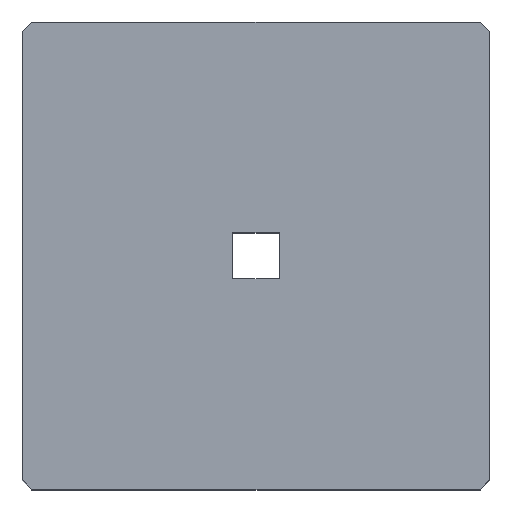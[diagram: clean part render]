
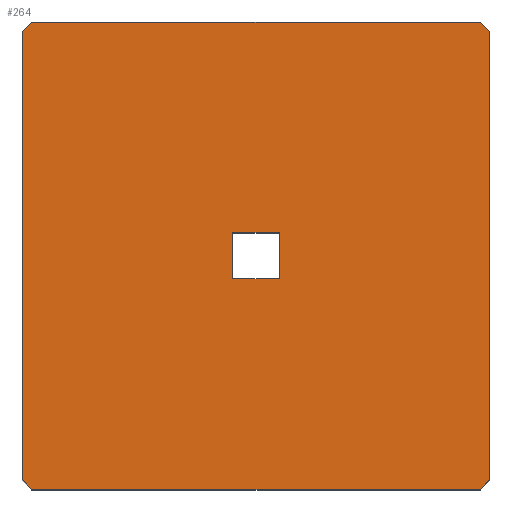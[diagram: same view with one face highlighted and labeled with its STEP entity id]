
A CAD part, top view. The second image highlights one B-rep face of the part: STEP entity #264.
In plain terms, the highlighted planar face has unit normal (0, 0, 1).
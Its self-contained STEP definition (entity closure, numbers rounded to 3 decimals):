
#7 = ORIENTED_EDGE ( 'NONE', *, *, #253, .F. ) ;
#9 = EDGE_CURVE ( 'NONE', #153, #237, #196, .T. ) ;
#14 = CARTESIAN_POINT ( 'NONE',  ( 48., -50., 100. ) ) ;
#33 = LINE ( 'NONE', #418, #67 ) ;
#38 = ORIENTED_EDGE ( 'NONE', *, *, #287, .T. ) ;
#42 = ORIENTED_EDGE ( 'NONE', *, *, #9, .T. ) ;
#45 = LINE ( 'NONE', #175, #226 ) ;
#48 = DIRECTION ( 'NONE',  ( -0.707, 0.707, 0. ) ) ;
#50 = ORIENTED_EDGE ( 'NONE', *, *, #162, .T. ) ;
#51 = VECTOR ( 'NONE', #421, 1000. ) ;
#54 = ORIENTED_EDGE ( 'NONE', *, *, #293, .T. ) ;
#66 = CARTESIAN_POINT ( 'NONE',  ( -50., 50., 100. ) ) ;
#67 = VECTOR ( 'NONE', #74, 1000. ) ;
#73 = AXIS2_PLACEMENT_3D ( 'NONE', #347, #378, #377 ) ;
#74 = DIRECTION ( 'NONE',  ( 1., 0., 0. ) ) ;
#78 = CARTESIAN_POINT ( 'NONE',  ( -5., 5., 100. ) ) ;
#79 = VECTOR ( 'NONE', #48, 1000. ) ;
#80 = ORIENTED_EDGE ( 'NONE', *, *, #357, .T. ) ;
#81 = EDGE_CURVE ( 'NONE', #344, #92, #167, .T. ) ;
#83 = CARTESIAN_POINT ( 'NONE',  ( 50., -48., 100. ) ) ;
#84 = DIRECTION ( 'NONE',  ( 0., -1., 0. ) ) ;
#92 = VERTEX_POINT ( 'NONE', #120 ) ;
#98 = EDGE_LOOP ( 'NONE', ( #54, #214, #38, #42, #290, #410, #50, #80 ) ) ;
#104 = VERTEX_POINT ( 'NONE', #242 ) ;
#106 = VECTOR ( 'NONE', #84, 1000. ) ;
#113 = CARTESIAN_POINT ( 'NONE',  ( -48., -50., 100. ) ) ;
#119 = CARTESIAN_POINT ( 'NONE',  ( -5., 5., 100. ) ) ;
#120 = CARTESIAN_POINT ( 'NONE',  ( 5., -5., 100. ) ) ;
#127 = ORIENTED_EDGE ( 'NONE', *, *, #184, .F. ) ;
#128 = LINE ( 'NONE', #323, #247 ) ;
#130 = EDGE_CURVE ( 'NONE', #237, #420, #370, .T. ) ;
#153 = VERTEX_POINT ( 'NONE', #14 ) ;
#158 = LINE ( 'NONE', #272, #453 ) ;
#161 = DIRECTION ( 'NONE',  ( 0., -1., 0. ) ) ;
#162 = EDGE_CURVE ( 'NONE', #104, #432, #181, .T. ) ;
#166 = DIRECTION ( 'NONE',  ( 0.707, -0.707, 0. ) ) ;
#167 = LINE ( 'NONE', #200, #51 ) ;
#168 = CARTESIAN_POINT ( 'NONE',  ( -50., 48., 100. ) ) ;
#175 = CARTESIAN_POINT ( 'NONE',  ( -49., -49., 100. ) ) ;
#181 = LINE ( 'NONE', #479, #317 ) ;
#184 = EDGE_CURVE ( 'NONE', #92, #292, #219, .T. ) ;
#196 = LINE ( 'NONE', #352, #261 ) ;
#200 = CARTESIAN_POINT ( 'NONE',  ( -5., -5., 100. ) ) ;
#209 = VECTOR ( 'NONE', #161, 1000. ) ;
#213 = VECTOR ( 'NONE', #366, 1000. ) ;
#214 = ORIENTED_EDGE ( 'NONE', *, *, #439, .T. ) ;
#218 = VERTEX_POINT ( 'NONE', #265 ) ;
#219 = LINE ( 'NONE', #374, #213 ) ;
#221 = DIRECTION ( 'NONE',  ( 0., 1., 0. ) ) ;
#224 = DIRECTION ( 'NONE',  ( -1., 0., 0. ) ) ;
#226 = VECTOR ( 'NONE', #166, 1000. ) ;
#228 = PLANE ( 'NONE',  #73 ) ;
#233 = CARTESIAN_POINT ( 'NONE',  ( 5., 5., 100. ) ) ;
#237 = VERTEX_POINT ( 'NONE', #83 ) ;
#242 = CARTESIAN_POINT ( 'NONE',  ( 48., 50., 100. ) ) ;
#244 = CARTESIAN_POINT ( 'NONE',  ( -48., 50., 100. ) ) ;
#247 = VECTOR ( 'NONE', #282, 1000. ) ;
#252 = ORIENTED_EDGE ( 'NONE', *, *, #81, .F. ) ;
#253 = EDGE_CURVE ( 'NONE', #404, #344, #423, .T. ) ;
#261 = VECTOR ( 'NONE', #500, 1000. ) ;
#264 = ADVANCED_FACE ( 'NONE', ( #496, #267 ), #228, .T. ) ;
#265 = CARTESIAN_POINT ( 'NONE',  ( -50., -48., 100. ) ) ;
#267 = FACE_BOUND ( 'NONE', #455, .T. ) ;
#272 = CARTESIAN_POINT ( 'NONE',  ( -49., 49., 100. ) ) ;
#282 = DIRECTION ( 'NONE',  ( -1., 0., 0. ) ) ;
#287 = EDGE_CURVE ( 'NONE', #315, #153, #33, .T. ) ;
#290 = ORIENTED_EDGE ( 'NONE', *, *, #130, .T. ) ;
#292 = VERTEX_POINT ( 'NONE', #233 ) ;
#293 = EDGE_CURVE ( 'NONE', #438, #218, #499, .T. ) ;
#315 = VERTEX_POINT ( 'NONE', #113 ) ;
#317 = VECTOR ( 'NONE', #224, 1000. ) ;
#323 = CARTESIAN_POINT ( 'NONE',  ( -5., 5., 100. ) ) ;
#344 = VERTEX_POINT ( 'NONE', #490 ) ;
#347 = CARTESIAN_POINT ( 'NONE',  ( 0., 0., 100. ) ) ;
#352 = CARTESIAN_POINT ( 'NONE',  ( 49., -49., 100. ) ) ;
#357 = EDGE_CURVE ( 'NONE', #432, #438, #158, .T. ) ;
#358 = VECTOR ( 'NONE', #221, 1000. ) ;
#366 = DIRECTION ( 'NONE',  ( 0., 1., 0. ) ) ;
#369 = ORIENTED_EDGE ( 'NONE', *, *, #413, .F. ) ;
#370 = LINE ( 'NONE', #407, #358 ) ;
#374 = CARTESIAN_POINT ( 'NONE',  ( 5., 5., 100. ) ) ;
#377 = DIRECTION ( 'NONE',  ( 1., 0., 0. ) ) ;
#378 = DIRECTION ( 'NONE',  ( 0., 0., 1. ) ) ;
#391 = CARTESIAN_POINT ( 'NONE',  ( 50., 48., 100. ) ) ;
#399 = LINE ( 'NONE', #431, #79 ) ;
#404 = VERTEX_POINT ( 'NONE', #119 ) ;
#407 = CARTESIAN_POINT ( 'NONE',  ( 50., 50., 100. ) ) ;
#410 = ORIENTED_EDGE ( 'NONE', *, *, #487, .T. ) ;
#413 = EDGE_CURVE ( 'NONE', #292, #404, #128, .T. ) ;
#418 = CARTESIAN_POINT ( 'NONE',  ( -50., -50., 100. ) ) ;
#420 = VERTEX_POINT ( 'NONE', #391 ) ;
#421 = DIRECTION ( 'NONE',  ( 1., 0., 0. ) ) ;
#423 = LINE ( 'NONE', #78, #106 ) ;
#431 = CARTESIAN_POINT ( 'NONE',  ( 49., 49., 100. ) ) ;
#432 = VERTEX_POINT ( 'NONE', #244 ) ;
#438 = VERTEX_POINT ( 'NONE', #168 ) ;
#439 = EDGE_CURVE ( 'NONE', #218, #315, #45, .T. ) ;
#451 = DIRECTION ( 'NONE',  ( -0.707, -0.707, 0. ) ) ;
#453 = VECTOR ( 'NONE', #451, 1000. ) ;
#455 = EDGE_LOOP ( 'NONE', ( #369, #127, #252, #7 ) ) ;
#479 = CARTESIAN_POINT ( 'NONE',  ( -50., 50., 100. ) ) ;
#487 = EDGE_CURVE ( 'NONE', #420, #104, #399, .T. ) ;
#490 = CARTESIAN_POINT ( 'NONE',  ( -5., -5., 100. ) ) ;
#496 = FACE_OUTER_BOUND ( 'NONE', #98, .T. ) ;
#499 = LINE ( 'NONE', #66, #209 ) ;
#500 = DIRECTION ( 'NONE',  ( 0.707, 0.707, 0. ) ) ;
